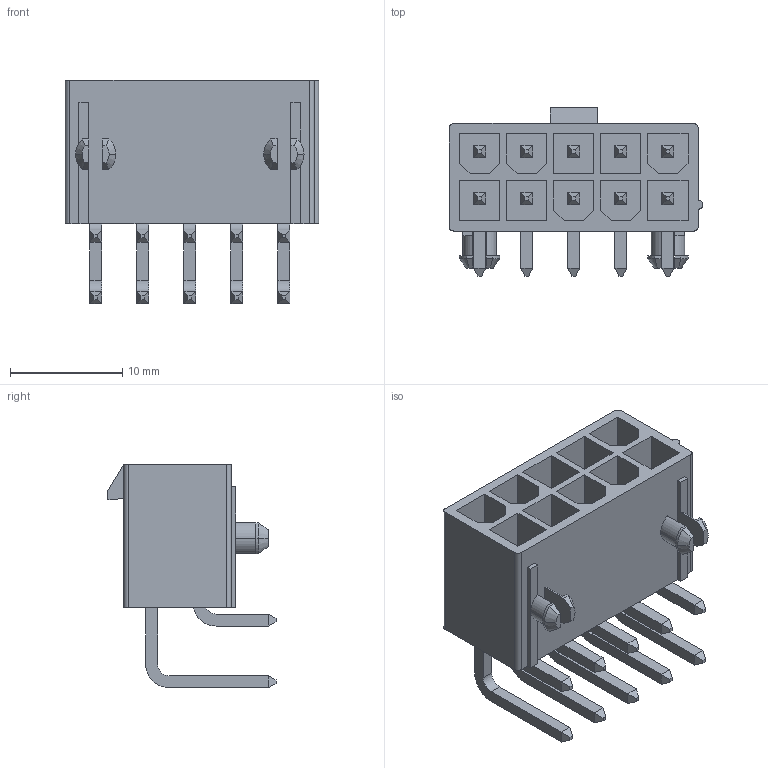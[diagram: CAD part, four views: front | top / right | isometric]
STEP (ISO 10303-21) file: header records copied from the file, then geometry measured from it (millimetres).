
FILE_DESCRIPTION(('STEP AP242'),'1');
FILE_NAME('0039300100.stp','2024-11-26T21:15:49',('TraceParts'),('TraceParts S.A.'),'Spatial InterOp 3D',' ',' ');
FILE_SCHEMA(('AP242_MANAGED_MODEL_BASED_3D_ENGINEERING_MIM_LF {1 0 10303 442 1 1 4}'));
Length unit declared in the file: millimetre
Products named in the file (1): 0039300100_1
Bounding box: 22.6 x 15 x 19.93 mm (x, y, z)
Volume: 1824.2 mm3; surface area: 3318.3 mm2
Topology: 1 solids, 1 shells, 348 faces, 862 edges, 574 vertices
Faces by surface type: plane 298, cylinder 42, cone 8
Entity records: 10080 total; most frequent: CARTESIAN_POINT 1758, ORIENTED_EDGE 1672, DIRECTION 1670, EDGE_CURVE 836, LINE 738, VECTOR 738, VERTEX_POINT 522, AXIS2_PLACEMENT_3D 466
